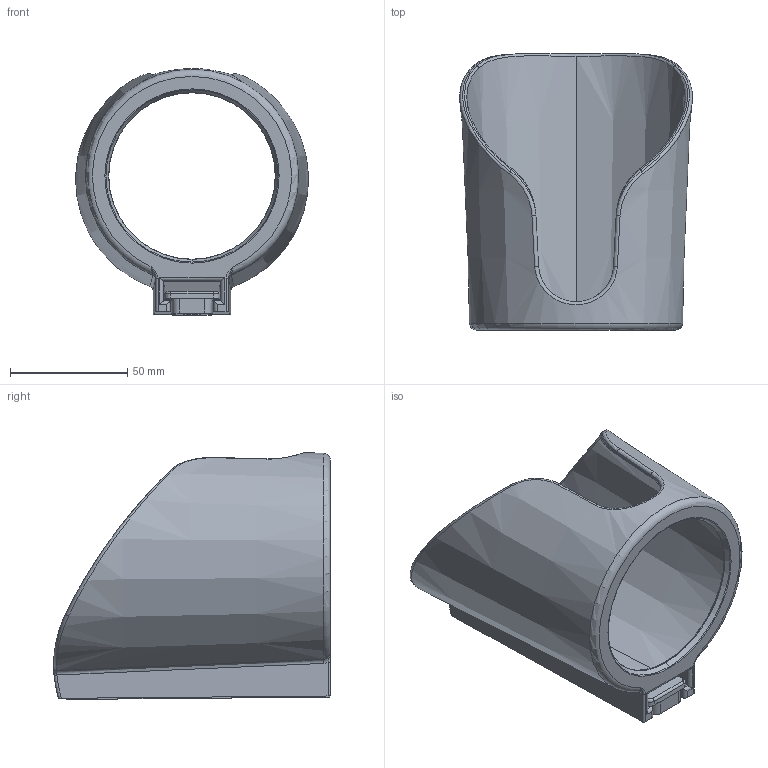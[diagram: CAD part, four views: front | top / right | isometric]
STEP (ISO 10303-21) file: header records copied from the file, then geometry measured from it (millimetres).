
FILE_DESCRIPTION (( 'STEP AP214' ), '1' );
FILE_NAME ('09308901.STEP', '2014-08-22T06:52:19', ( '' ), ( '' ), 'SwSTEP 2.0', 'SolidWorks 2014', '' );
FILE_SCHEMA (( 'AUTOMOTIVE_DESIGN' ));
Length unit declared in the file: millimetre
Products named in the file (3): 093089r01_093 089 r02; 09308901r01_093 089 01 r01 (offen); 09308901
Assembly tree (2 placements, depth 2):
  09308901
    09308901r01_093 089 01 r01 (offen)
    093089r01_093 089 r02
Bounding box: 99.28 x 117.99 x 105.3 mm (x, y, z)
Volume: 111109.6 mm3; surface area: 71972.7 mm2
Topology: 2 solids, 2 shells, 293 faces, 736 edges, 446 vertices
Faces by surface type: cone 71, torus 69, plane 59, cylinder 49, bspline 45
Entity records: 12073 total; most frequent: CARTESIAN_POINT 5269, ORIENTED_EDGE 1468, DIRECTION 1408, EDGE_CURVE 734, AXIS2_PLACEMENT_3D 585, VERTEX_POINT 446, CIRCLE 332, EDGE_LOOP 304
